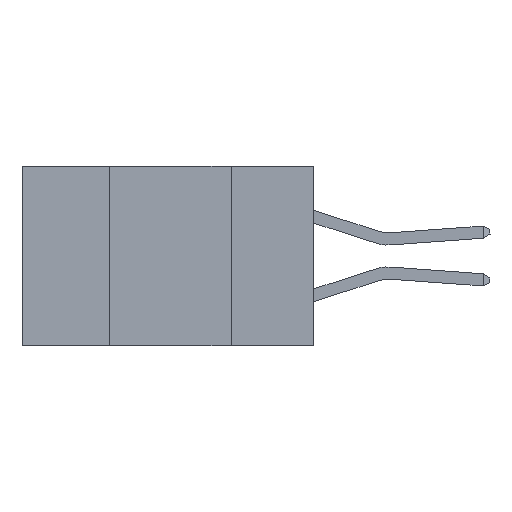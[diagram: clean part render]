
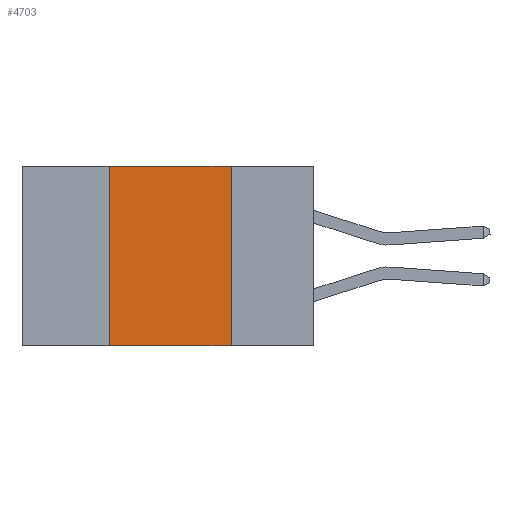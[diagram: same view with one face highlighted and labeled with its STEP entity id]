
A CAD part, left-side view. The second image highlights one B-rep face of the part: STEP entity #4703.
In plain terms, the highlighted planar face has unit normal (-1, 0, 0).
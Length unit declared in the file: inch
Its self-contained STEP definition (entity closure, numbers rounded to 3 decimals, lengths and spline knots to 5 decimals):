
#1694 = CARTESIAN_POINT ( 'NONE',  ( 0., 0.42, -0.37 ) ) ;
#1838 = AXIS2_PLACEMENT_3D ( 'NONE', #12987, #8096, #19575 ) ;
#2168 = EDGE_CURVE ( 'NONE', #9021, #10078, #4445, .T. ) ;
#3282 = EDGE_CURVE ( 'NONE', #15816, #9021, #19632, .T. ) ;
#4101 = DIRECTION ( 'NONE',  ( 0., 0., -1. ) ) ;
#4113 = VERTEX_POINT ( 'NONE', #1694 ) ;
#4445 = LINE ( 'NONE', #10745, #4976 ) ;
#4703 = ADVANCED_FACE ( 'NONE', ( #7768 ), #17946, .F. ) ;
#4976 = VECTOR ( 'NONE', #4101, 39.37008 ) ;
#5414 = ORIENTED_EDGE ( 'NONE', *, *, #2168, .F. ) ;
#6182 = CARTESIAN_POINT ( 'NONE',  ( 0., 0.6, 0. ) ) ;
#6195 = VECTOR ( 'NONE', #21307, 39.37008 ) ;
#7768 = FACE_OUTER_BOUND ( 'NONE', #9276, .T. ) ;
#7769 = CARTESIAN_POINT ( 'NONE',  ( 0., 0.42, 0. ) ) ;
#8096 = DIRECTION ( 'NONE',  ( 1., 0., 0. ) ) ;
#8202 = CARTESIAN_POINT ( 'NONE',  ( 0., 0.6, -0.37 ) ) ;
#8833 = VECTOR ( 'NONE', #19250, 39.37008 ) ;
#9021 = VERTEX_POINT ( 'NONE', #14067 ) ;
#9117 = CARTESIAN_POINT ( 'NONE',  ( 0., 0.17, -0.37 ) ) ;
#9257 = CARTESIAN_POINT ( 'NONE',  ( 0., 0.42, 0. ) ) ;
#9276 = EDGE_LOOP ( 'NONE', ( #5414, #10358, #14746, #15766 ) ) ;
#10078 = VERTEX_POINT ( 'NONE', #9117 ) ;
#10358 = ORIENTED_EDGE ( 'NONE', *, *, #3282, .F. ) ;
#10745 = CARTESIAN_POINT ( 'NONE',  ( 0., 0.17, 0. ) ) ;
#11178 = DIRECTION ( 'NONE',  ( 0., -1., 0. ) ) ;
#12987 = CARTESIAN_POINT ( 'NONE',  ( 0., 0.6, 0. ) ) ;
#14067 = CARTESIAN_POINT ( 'NONE',  ( 0., 0.17, 0. ) ) ;
#14746 = ORIENTED_EDGE ( 'NONE', *, *, #16588, .F. ) ;
#14777 = VECTOR ( 'NONE', #11178, 39.37008 ) ;
#15766 = ORIENTED_EDGE ( 'NONE', *, *, #20011, .T. ) ;
#15816 = VERTEX_POINT ( 'NONE', #9257 ) ;
#16588 = EDGE_CURVE ( 'NONE', #4113, #15816, #21373, .T. ) ;
#17946 = PLANE ( 'NONE',  #1838 ) ;
#18820 = LINE ( 'NONE', #8202, #6195 ) ;
#19250 = DIRECTION ( 'NONE',  ( 0., 0., 1. ) ) ;
#19575 = DIRECTION ( 'NONE',  ( 0., 0., -1. ) ) ;
#19632 = LINE ( 'NONE', #6182, #14777 ) ;
#20011 = EDGE_CURVE ( 'NONE', #4113, #10078, #18820, .T. ) ;
#21307 = DIRECTION ( 'NONE',  ( 0., -1., 0. ) ) ;
#21373 = LINE ( 'NONE', #7769, #8833 ) ;
